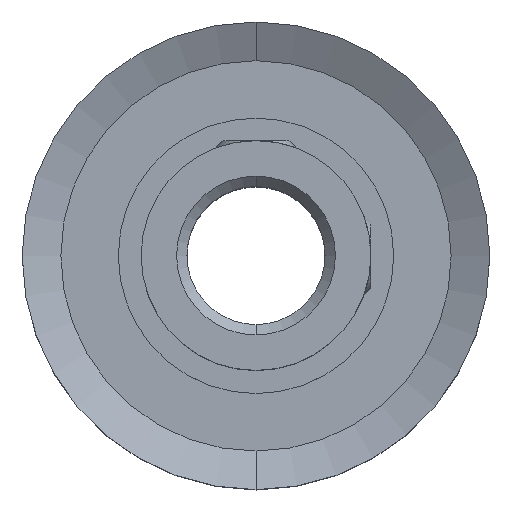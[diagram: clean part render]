
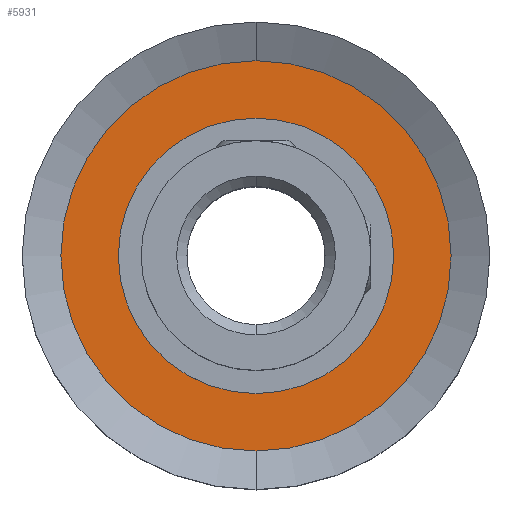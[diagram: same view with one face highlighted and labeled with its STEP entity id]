
A CAD part, top view. The second image highlights one B-rep face of the part: STEP entity #5931.
In plain terms, the highlighted planar face has unit normal (0, 0, 1).
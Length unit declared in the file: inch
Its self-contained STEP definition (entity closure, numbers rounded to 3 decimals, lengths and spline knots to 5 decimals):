
#684=CARTESIAN_POINT('',(0.,0.,-0.025));
#685=DIRECTION('',(0.,0.,-1.));
#686=DIRECTION('',(1.,0.,0.));
#687=AXIS2_PLACEMENT_3D('',#684,#685,#686);
#699=CARTESIAN_POINT('',(0.,0.,-0.025));
#700=DIRECTION('',(0.,0.,1.));
#701=DIRECTION('',(0.,1.,0.));
#702=AXIS2_PLACEMENT_3D('',#699,#700,#701);
#707=CARTESIAN_POINT('',(0.,0.,-0.025));
#708=DIRECTION('',(0.,0.,-1.));
#709=DIRECTION('',(0.,1.,0.));
#710=AXIS2_PLACEMENT_3D('',#707,#708,#709);
#4409=CARTESIAN_POINT('',(0.,0.,-0.025));
#4410=DIRECTION('',(0.,0.,-1.));
#4411=DIRECTION('',(-1.,0.,0.));
#4412=AXIS2_PLACEMENT_3D('',#4409,#4410,#4411);
#5600=CARTESIAN_POINT('',(0.,0.265,-0.025));
#5601=VERTEX_POINT('',#5600);
#5606=CARTESIAN_POINT('',(0.,-0.265,-0.025));
#5607=VERTEX_POINT('',#5606);
#5616=CARTESIAN_POINT('',(0.187,0.,-0.025));
#5617=CARTESIAN_POINT('',(-0.187,0.,-0.025));
#5618=VERTEX_POINT('',#5616);
#5619=VERTEX_POINT('',#5617);
#5915=CARTESIAN_POINT('',(0.,0.,-0.025));
#5916=DIRECTION('',(0.,0.,-1.));
#5917=DIRECTION('',(0.,-1.,0.));
#5918=AXIS2_PLACEMENT_3D('',#5915,#5916,#5917);
#5919=PLANE('',#5918);
#5921=ORIENTED_EDGE('',*,*,#5920,.F.);
#5923=ORIENTED_EDGE('',*,*,#5922,.T.);
#5924=EDGE_LOOP('',(#5921,#5923));
#5925=FACE_OUTER_BOUND('',#5924,.F.);
#5926=ORIENTED_EDGE('',*,*,#5905,.F.);
#5928=ORIENTED_EDGE('',*,*,#5927,.F.);
#5929=EDGE_LOOP('',(#5926,#5928));
#5930=FACE_BOUND('',#5929,.F.);
#688=CIRCLE('',#687,0.187);
#703=CIRCLE('',#702,0.265);
#711=CIRCLE('',#710,0.265);
#4413=CIRCLE('',#4412,0.187);
#5905=EDGE_CURVE('',#5618,#5619,#688,.T.);
#5920=EDGE_CURVE('',#5601,#5607,#703,.T.);
#5922=EDGE_CURVE('',#5601,#5607,#711,.T.);
#5927=EDGE_CURVE('',#5619,#5618,#4413,.T.);
#5931=ADVANCED_FACE('',(#5925,#5930),#5919,.F.);
